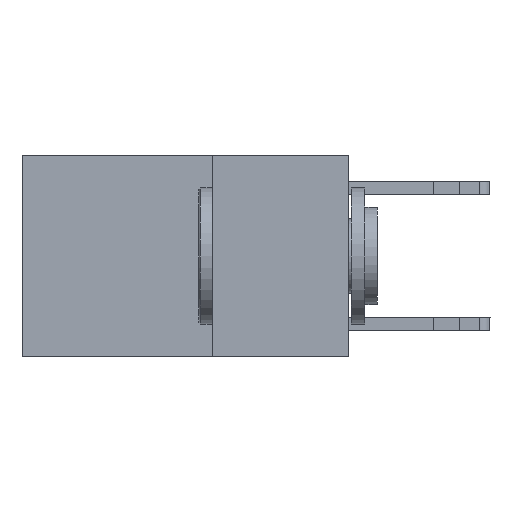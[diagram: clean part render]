
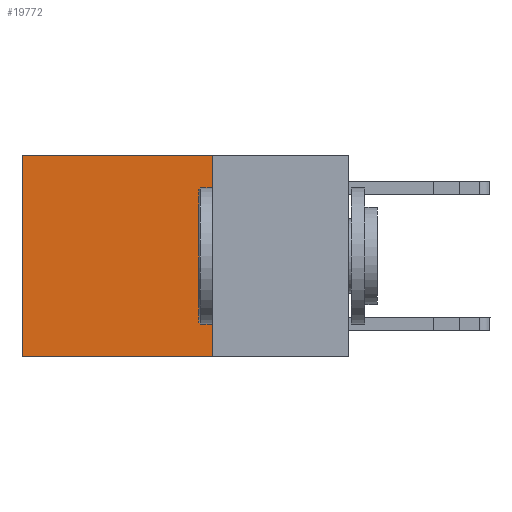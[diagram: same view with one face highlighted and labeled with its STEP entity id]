
A CAD part, left-side view. The second image highlights one B-rep face of the part: STEP entity #19772.
In plain terms, the highlighted planar face has unit normal (-1, 0, 0).
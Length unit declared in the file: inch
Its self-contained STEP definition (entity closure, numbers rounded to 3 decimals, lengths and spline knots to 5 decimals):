
#2160 = VECTOR ( 'NONE', #10475, 39.37008 ) ;
#2293 = LINE ( 'NONE', #10656, #2160 ) ;
#2841 = DIRECTION ( 'NONE',  ( 0., 1., 0. ) ) ;
#3002 = CARTESIAN_POINT ( 'NONE',  ( 0.2625, 0.25, 0. ) ) ;
#3078 = CARTESIAN_POINT ( 'NONE',  ( 0.2625, 0.25, 0. ) ) ;
#4655 = CARTESIAN_POINT ( 'NONE',  ( 0.2625, 0.6, 0. ) ) ;
#4927 = FACE_OUTER_BOUND ( 'NONE', #16465, .T. ) ;
#5652 = EDGE_CURVE ( 'NONE', #24839, #26134, #10455, .T. ) ;
#8661 = EDGE_CURVE ( 'NONE', #24839, #25204, #14783, .T. ) ;
#9143 = ORIENTED_EDGE ( 'NONE', *, *, #8661, .F. ) ;
#9356 = VECTOR ( 'NONE', #2841, 39.37008 ) ;
#9931 = ORIENTED_EDGE ( 'NONE', *, *, #24407, .T. ) ;
#10455 = LINE ( 'NONE', #3078, #9356 ) ;
#10475 = DIRECTION ( 'NONE',  ( 0., 0., -1. ) ) ;
#10656 = CARTESIAN_POINT ( 'NONE',  ( 0.2625, 0.6, 0. ) ) ;
#14402 = VERTEX_POINT ( 'NONE', #25949 ) ;
#14418 = VECTOR ( 'NONE', #14673, 39.37008 ) ;
#14673 = DIRECTION ( 'NONE',  ( 0., 0., -1. ) ) ;
#14713 = CARTESIAN_POINT ( 'NONE',  ( 0.2625, 0.25, 0. ) ) ;
#14783 = LINE ( 'NONE', #14713, #14418 ) ;
#16465 = EDGE_LOOP ( 'NONE', ( #9931, #26690, #9143, #25075 ) ) ;
#18251 = DIRECTION ( 'NONE',  ( 0., 1., 0. ) ) ;
#19772 = ADVANCED_FACE ( 'NONE', ( #4927 ), #26646, .F. ) ;
#21093 = CARTESIAN_POINT ( 'NONE',  ( 0.2625, 0.25, -0.37 ) ) ;
#21389 = EDGE_CURVE ( 'NONE', #25204, #14402, #24517, .T. ) ;
#23016 = CARTESIAN_POINT ( 'NONE',  ( 0.2625, 0.25, -0.37 ) ) ;
#24407 = EDGE_CURVE ( 'NONE', #26134, #14402, #2293, .T. ) ;
#24486 = VECTOR ( 'NONE', #18251, 39.37008 ) ;
#24517 = LINE ( 'NONE', #21093, #24486 ) ;
#24839 = VERTEX_POINT ( 'NONE', #3002 ) ;
#25075 = ORIENTED_EDGE ( 'NONE', *, *, #5652, .T. ) ;
#25204 = VERTEX_POINT ( 'NONE', #23016 ) ;
#25949 = CARTESIAN_POINT ( 'NONE',  ( 0.2625, 0.6, -0.37 ) ) ;
#26134 = VERTEX_POINT ( 'NONE', #4655 ) ;
#26335 = AXIS2_PLACEMENT_3D ( 'NONE', #26716, #26477, #26458 ) ;
#26458 = DIRECTION ( 'NONE',  ( 0., 0., -1. ) ) ;
#26477 = DIRECTION ( 'NONE',  ( 1., 0., 0. ) ) ;
#26646 = PLANE ( 'NONE',  #26335 ) ;
#26690 = ORIENTED_EDGE ( 'NONE', *, *, #21389, .F. ) ;
#26716 = CARTESIAN_POINT ( 'NONE',  ( 0.2625, 0.25, 0. ) ) ;
